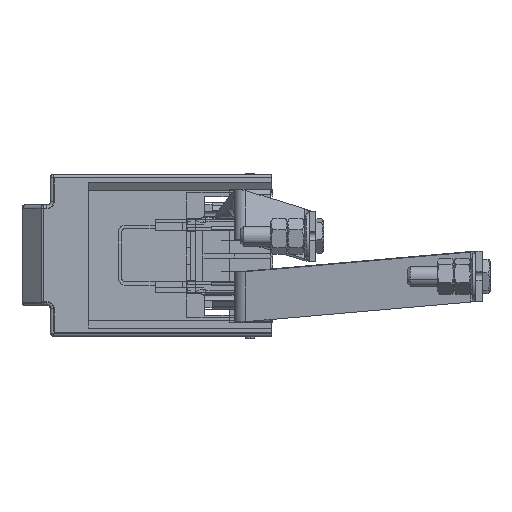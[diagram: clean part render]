
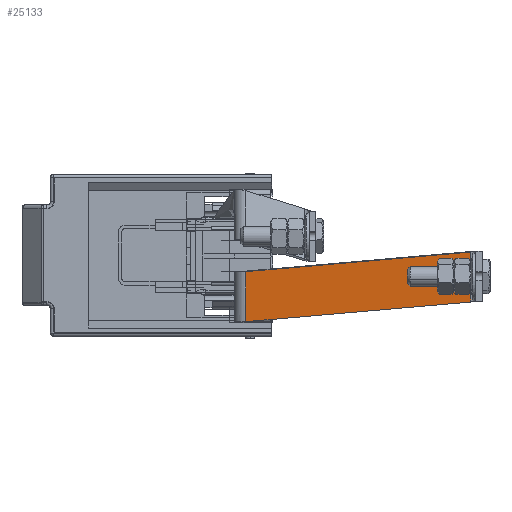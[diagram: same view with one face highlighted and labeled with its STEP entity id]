
A CAD part, left-side view. The second image highlights one B-rep face of the part: STEP entity #25133.
In plain terms, the highlighted planar face has unit normal (-0.996, 0, -0.087).
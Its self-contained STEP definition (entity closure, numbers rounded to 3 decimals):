
#246 = VECTOR ( 'NONE', #45145, 1000. ) ;
#3783 = CARTESIAN_POINT ( 'NONE',  ( -13.123, -120., 9.058 ) ) ;
#5296 = VECTOR ( 'NONE', #22550, 1000. ) ;
#9425 = VERTEX_POINT ( 'NONE', #31763 ) ;
#10939 = VECTOR ( 'NONE', #64576, 1000. ) ;
#13787 = AXIS2_PLACEMENT_3D ( 'NONE', #46899, #15926, #52116 ) ;
#14195 = LINE ( 'NONE', #59359, #10939 ) ;
#15322 = LINE ( 'NONE', #22352, #53378 ) ;
#15926 = DIRECTION ( 'NONE',  ( 0.996, 0., 0.087 ) ) ;
#22352 = CARTESIAN_POINT ( 'NONE',  ( -14.301, -236.804, 22.521 ) ) ;
#22550 = DIRECTION ( 'NONE',  ( 0.087, 0., -0.996 ) ) ;
#23789 = ORIENTED_EDGE ( 'NONE', *, *, #28155, .F. ) ;
#25133 = ADVANCED_FACE ( 'NONE', ( #53617 ), #36492, .F. ) ;
#28155 = EDGE_CURVE ( 'NONE', #40605, #35837, #53603, .T. ) ;
#30653 = CARTESIAN_POINT ( 'NONE',  ( -13.41, -120., 12.34 ) ) ;
#31763 = CARTESIAN_POINT ( 'NONE',  ( -15.006, 15., 30.574 ) ) ;
#32909 = VERTEX_POINT ( 'NONE', #43132 ) ;
#34447 = LINE ( 'NONE', #48320, #5296 ) ;
#34540 = ORIENTED_EDGE ( 'NONE', *, *, #39473, .F. ) ;
#35837 = VERTEX_POINT ( 'NONE', #30653 ) ;
#36492 = PLANE ( 'NONE',  #13787 ) ;
#39473 = EDGE_CURVE ( 'NONE', #35837, #32909, #15322, .T. ) ;
#40605 = VERTEX_POINT ( 'NONE', #63536 ) ;
#43132 = CARTESIAN_POINT ( 'NONE',  ( -12.381, 15., 0.574 ) ) ;
#45145 = DIRECTION ( 'NONE',  ( 0.087, 0., -0.996 ) ) ;
#46659 = ORIENTED_EDGE ( 'NONE', *, *, #53364, .T. ) ;
#46806 = EDGE_LOOP ( 'NONE', ( #23789, #65819, #46659, #34540 ) ) ;
#46899 = CARTESIAN_POINT ( 'NONE',  ( -13.123, 66.823, 9.058 ) ) ;
#48320 = CARTESIAN_POINT ( 'NONE',  ( -13.123, 15., 9.058 ) ) ;
#48346 = DIRECTION ( 'NONE',  ( 0.008, 0.996, -0.087 ) ) ;
#52116 = DIRECTION ( 'NONE',  ( 0.008, 0.996, -0.087 ) ) ;
#53364 = EDGE_CURVE ( 'NONE', #9425, #32909, #34447, .T. ) ;
#53378 = VECTOR ( 'NONE', #48346, 1000. ) ;
#53453 = EDGE_CURVE ( 'NONE', #9425, #40605, #14195, .T. ) ;
#53603 = LINE ( 'NONE', #3783, #246 ) ;
#53617 = FACE_OUTER_BOUND ( 'NONE', #46806, .T. ) ;
#59359 = CARTESIAN_POINT ( 'NONE',  ( -16.906, -234.189, 52.293 ) ) ;
#63536 = CARTESIAN_POINT ( 'NONE',  ( -16.035, -120., 42.34 ) ) ;
#64576 = DIRECTION ( 'NONE',  ( -0.008, -0.996, 0.087 ) ) ;
#65819 = ORIENTED_EDGE ( 'NONE', *, *, #53453, .F. ) ;
